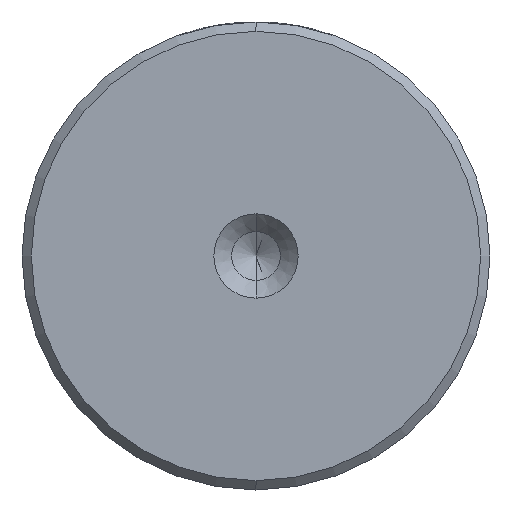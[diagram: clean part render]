
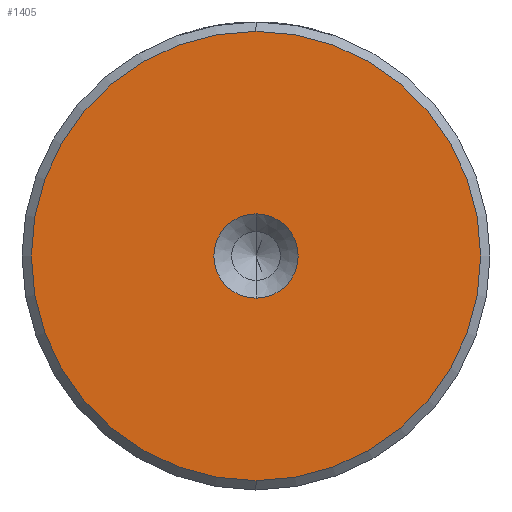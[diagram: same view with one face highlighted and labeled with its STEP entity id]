
A CAD part, left-side view. The second image highlights one B-rep face of the part: STEP entity #1405.
In plain terms, the highlighted planar face has unit normal (-1, 0, 0).
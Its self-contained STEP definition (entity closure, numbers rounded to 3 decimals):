
#36 = AXIS2_PLACEMENT_3D ( 'NONE', #2071, #764, #2281 ) ;
#88 = EDGE_CURVE ( 'NONE', #2497, #367, #226, .T. ) ;
#114 = EDGE_LOOP ( 'NONE', ( #936, #2441 ) ) ;
#222 = DIRECTION ( 'NONE',  ( 0., 0., 1. ) ) ;
#226 = CIRCLE ( 'NONE', #2557, 12. ) ;
#240 = AXIS2_PLACEMENT_3D ( 'NONE', #2812, #1525, #222 ) ;
#251 = DIRECTION ( 'NONE',  ( -1., 0., 0. ) ) ;
#367 = VERTEX_POINT ( 'NONE', #2102 ) ;
#381 = FACE_OUTER_BOUND ( 'NONE', #114, .T. ) ;
#389 = DIRECTION ( 'NONE',  ( -1., 0., 0. ) ) ;
#414 = CIRCLE ( 'NONE', #240, 2.25 ) ;
#587 = CARTESIAN_POINT ( 'NONE',  ( 0., 0., -12. ) ) ;
#699 = DIRECTION ( 'NONE',  ( 0., 0., 1. ) ) ;
#764 = DIRECTION ( 'NONE',  ( -1., 0., 0. ) ) ;
#915 = CARTESIAN_POINT ( 'NONE',  ( 0., 0., 0. ) ) ;
#936 = ORIENTED_EDGE ( 'NONE', *, *, #88, .T. ) ;
#963 = FACE_BOUND ( 'NONE', #1607, .T. ) ;
#1135 = DIRECTION ( 'NONE',  ( 0., 0., 1. ) ) ;
#1168 = ORIENTED_EDGE ( 'NONE', *, *, #1307, .F. ) ;
#1216 = VERTEX_POINT ( 'NONE', #1923 ) ;
#1307 = EDGE_CURVE ( 'NONE', #2277, #1216, #414, .T. ) ;
#1405 = ADVANCED_FACE ( 'NONE', ( #381, #963 ), #1565, .T. ) ;
#1470 = EDGE_CURVE ( 'NONE', #1216, #2277, #1907, .T. ) ;
#1525 = DIRECTION ( 'NONE',  ( -1., 0., 0. ) ) ;
#1565 = PLANE ( 'NONE',  #2141 ) ;
#1580 = AXIS2_PLACEMENT_3D ( 'NONE', #1693, #389, #1905 ) ;
#1607 = EDGE_LOOP ( 'NONE', ( #1168, #2697 ) ) ;
#1693 = CARTESIAN_POINT ( 'NONE',  ( 0., 0., 0. ) ) ;
#1783 = CARTESIAN_POINT ( 'NONE',  ( 0., 0., 0. ) ) ;
#1905 = DIRECTION ( 'NONE',  ( 0., 0., 1. ) ) ;
#1907 = CIRCLE ( 'NONE', #36, 2.25 ) ;
#1923 = CARTESIAN_POINT ( 'NONE',  ( 0., 0., -2.25 ) ) ;
#2071 = CARTESIAN_POINT ( 'NONE',  ( 0., 0., 0. ) ) ;
#2102 = CARTESIAN_POINT ( 'NONE',  ( 0., 0., 12. ) ) ;
#2141 = AXIS2_PLACEMENT_3D ( 'NONE', #1783, #251, #699 ) ;
#2277 = VERTEX_POINT ( 'NONE', #2671 ) ;
#2281 = DIRECTION ( 'NONE',  ( 0., 0., 1. ) ) ;
#2326 = CIRCLE ( 'NONE', #1580, 12. ) ;
#2427 = DIRECTION ( 'NONE',  ( -1., 0., 0. ) ) ;
#2441 = ORIENTED_EDGE ( 'NONE', *, *, #2554, .T. ) ;
#2497 = VERTEX_POINT ( 'NONE', #587 ) ;
#2554 = EDGE_CURVE ( 'NONE', #367, #2497, #2326, .T. ) ;
#2557 = AXIS2_PLACEMENT_3D ( 'NONE', #915, #2427, #1135 ) ;
#2671 = CARTESIAN_POINT ( 'NONE',  ( 0., 0., 2.25 ) ) ;
#2697 = ORIENTED_EDGE ( 'NONE', *, *, #1470, .F. ) ;
#2812 = CARTESIAN_POINT ( 'NONE',  ( 0., 0., 0. ) ) ;
